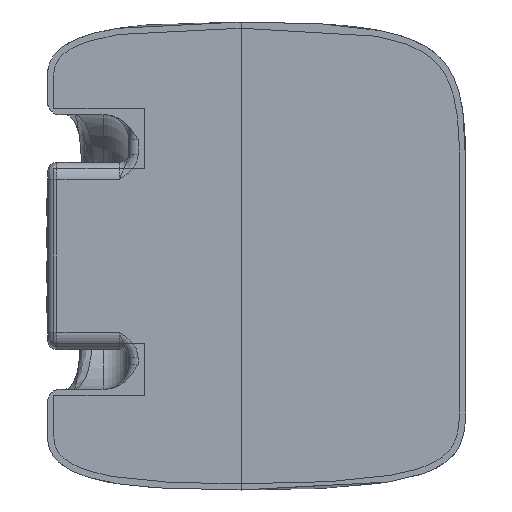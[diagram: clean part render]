
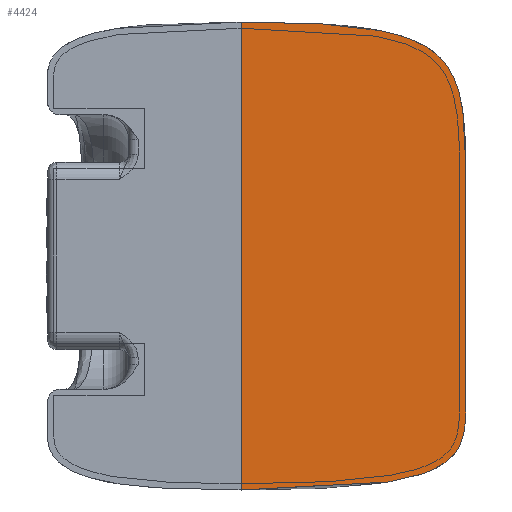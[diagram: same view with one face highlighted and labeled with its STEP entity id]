
A CAD part, left-side view. The second image highlights one B-rep face of the part: STEP entity #4424.
In plain terms, the highlighted planar face has unit normal (-1, 0, 0).
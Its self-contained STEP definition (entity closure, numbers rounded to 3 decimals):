
#371=FACE_OUTER_BOUND('',#643,.T.);
#643=EDGE_LOOP('',(#2967,#2968,#2969,#2970));
#958=LINE('',#6059,#1307);
#966=LINE('',#6170,#1315);
#1307=VECTOR('',#5034,75.);
#1315=VECTOR('',#5044,40.);
#1660=B_SPLINE_CURVE_WITH_KNOTS('',3,(#6165,#6166,#6167,#6168),
 .UNSPECIFIED.,.F.,.F.,(4,4),(1.,2.),.UNSPECIFIED.);
#1661=B_SPLINE_CURVE_WITH_KNOTS('',3,(#6171,#6172,#6173,#6174),
 .UNSPECIFIED.,.F.,.F.,(4,4),(1.,2.),.UNSPECIFIED.);
#1849=VERTEX_POINT('',#6056);
#1850=VERTEX_POINT('',#6058);
#1862=VERTEX_POINT('',#6164);
#1863=VERTEX_POINT('',#6169);
#2285=EDGE_CURVE('',#1850,#1849,#958,.T.);
#2299=EDGE_CURVE('',#1849,#1862,#1660,.T.);
#2300=EDGE_CURVE('',#1862,#1863,#966,.T.);
#2301=EDGE_CURVE('',#1863,#1850,#1661,.T.);
#2967=ORIENTED_EDGE('',*,*,#2285,.T.);
#2968=ORIENTED_EDGE('',*,*,#2299,.T.);
#2969=ORIENTED_EDGE('',*,*,#2300,.T.);
#2970=ORIENTED_EDGE('',*,*,#2301,.T.);
#4289=PLANE('',#4699);
#4424=ADVANCED_FACE('',(#371),#4289,.F.);
#4699=AXIS2_PLACEMENT_3D('',#6163,#5042,#5043);
#5034=DIRECTION('',(0.,0.,-1.));
#5042=DIRECTION('center_axis',(1.,0.,0.));
#5043=DIRECTION('ref_axis',(0.,0.,-1.));
#5044=DIRECTION('',(0.,0.,1.));
#6056=CARTESIAN_POINT('',(-120.,2.5,-37.5));
#6058=CARTESIAN_POINT('',(-120.,2.5,37.5));
#6059=CARTESIAN_POINT('',(-120.,2.5,-33.355));
#6163=CARTESIAN_POINT('Origin',(-120.,1.176,-0.459));
#6164=CARTESIAN_POINT('',(-120.,-33.5,-25.));
#6165=CARTESIAN_POINT('Ctrl Pts',(-120.,2.5,-37.5));
#6166=CARTESIAN_POINT('Ctrl Pts',(-120.,-29.469,-37.5));
#6167=CARTESIAN_POINT('Ctrl Pts',(-120.,-33.5,-33.855));
#6168=CARTESIAN_POINT('Ctrl Pts',(-120.,-33.5,-25.));
#6169=CARTESIAN_POINT('',(-120.,-33.5,15.));
#6170=CARTESIAN_POINT('',(-120.,-33.5,-25.));
#6171=CARTESIAN_POINT('Ctrl Pts',(-120.,-33.5,15.));
#6172=CARTESIAN_POINT('Ctrl Pts',(-120.,-33.5,33.855));
#6173=CARTESIAN_POINT('Ctrl Pts',(-120.,-29.469,37.5));
#6174=CARTESIAN_POINT('Ctrl Pts',(-120.,2.5,37.5));
